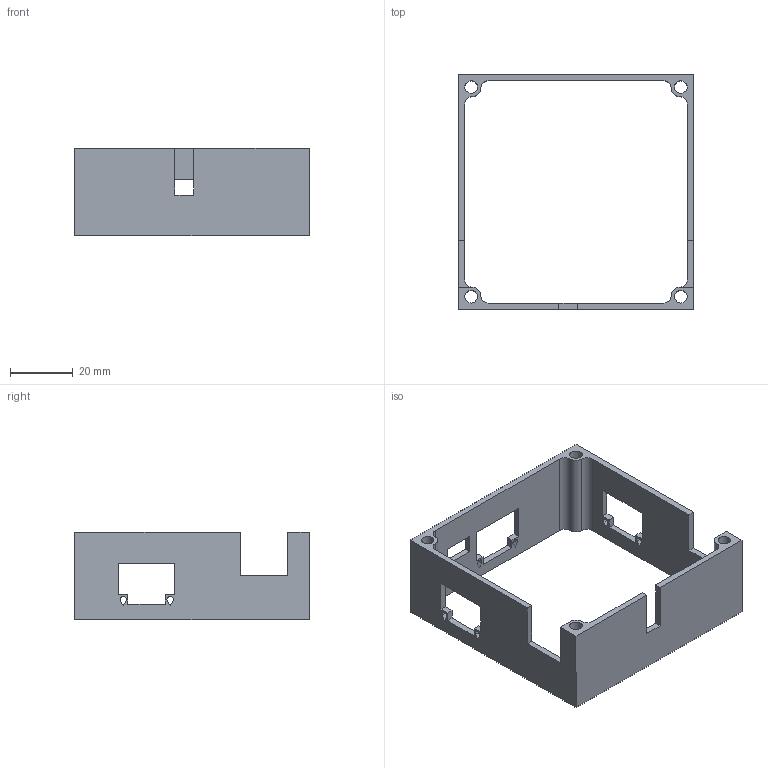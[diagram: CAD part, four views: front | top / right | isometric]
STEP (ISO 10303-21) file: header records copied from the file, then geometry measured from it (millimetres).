
FILE_DESCRIPTION(/* description */ (''),/* implementation_level */ '2;1');
FILE_NAME(/* name */ 'Micromouse Cap.step',/* time_stamp */ '2025-07-24T14:26:30+10:00',/* author */ (''),/* organization */ (''),/* preprocessor_version */ 'ST-DEVELOPER v20.1',/* originating_system */ 'Autodesk Translation Framework v14.10.0.0',/* authorisation */ '');
FILE_SCHEMA (('AUTOMOTIVE_DESIGN { 1 0 10303 214 3 1 1 }'));
Length unit declared in the file: millimetre
Products named in the file (1): Micromouse Cap
Bounding box: 75 x 75 x 28 mm (x, y, z)
Volume: 15311.3 mm3; surface area: 16869.1 mm2
Topology: 1 solids, 1 shells, 83 faces, 244 edges, 162 vertices
Faces by surface type: plane 61, cylinder 22
Full cylindrical faces by diameter (mm): 4 x4
Entity records: 2839 total; most frequent: CARTESIAN_POINT 490, ORIENTED_EDGE 488, DIRECTION 456, EDGE_CURVE 244, LINE 200, VECTOR 200, VERTEX_POINT 162, AXIS2_PLACEMENT_3D 128
